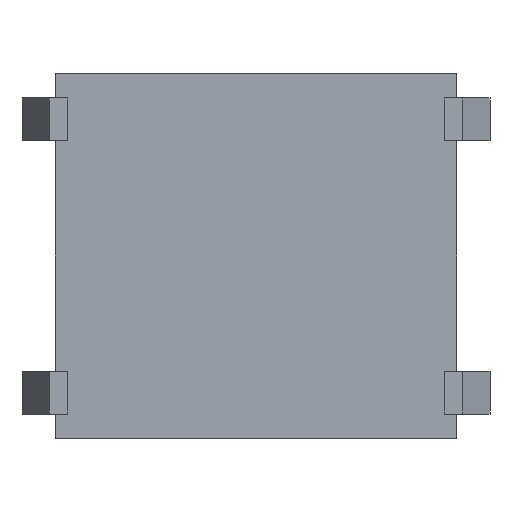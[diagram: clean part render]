
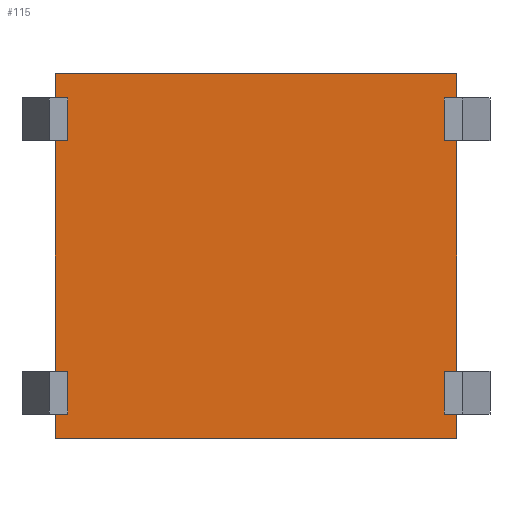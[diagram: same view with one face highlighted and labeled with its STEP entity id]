
A CAD part, front view. The second image highlights one B-rep face of the part: STEP entity #115.
In plain terms, the highlighted planar face has unit normal (0, -1, 0).
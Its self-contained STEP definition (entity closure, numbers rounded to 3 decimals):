
#115=ADVANCED_FACE('',(#251),#252,.F.);
#251=FACE_OUTER_BOUND('',#406,.T.);
#252=PLANE('',#407);
#406=EDGE_LOOP('',(#684,#685,#686,#687,#688,#689,#690,#691,#692,#693,#694,#695,#696,#697,#698,#699,#700,#701,#702,#703));
#407=AXIS2_PLACEMENT_3D('',#704,#705,#706);
#684=ORIENTED_EDGE('',*,*,#969,.T.);
#685=ORIENTED_EDGE('',*,*,#1002,.T.);
#686=ORIENTED_EDGE('',*,*,#1005,.T.);
#687=ORIENTED_EDGE('',*,*,#1047,.T.);
#688=ORIENTED_EDGE('',*,*,#1008,.T.);
#689=ORIENTED_EDGE('',*,*,#1041,.T.);
#690=ORIENTED_EDGE('',*,*,#1044,.T.);
#691=ORIENTED_EDGE('',*,*,#1048,.T.);
#692=ORIENTED_EDGE('',*,*,#1049,.F.);
#693=ORIENTED_EDGE('',*,*,#1050,.F.);
#694=ORIENTED_EDGE('',*,*,#1051,.T.);
#695=ORIENTED_EDGE('',*,*,#1052,.T.);
#696=ORIENTED_EDGE('',*,*,#1053,.T.);
#697=ORIENTED_EDGE('',*,*,#1054,.F.);
#698=ORIENTED_EDGE('',*,*,#1055,.T.);
#699=ORIENTED_EDGE('',*,*,#1056,.T.);
#700=ORIENTED_EDGE('',*,*,#1057,.T.);
#701=ORIENTED_EDGE('',*,*,#1058,.F.);
#702=ORIENTED_EDGE('',*,*,#1059,.F.);
#703=ORIENTED_EDGE('',*,*,#1060,.T.);
#704=CARTESIAN_POINT('',(0.0,3.5,0.0));
#705=DIRECTION('',(0.0,1.0,0.0));
#706=DIRECTION('',(0.0,0.0,1.0));
#969=EDGE_CURVE('',#1160,#1161,#1162,.T.);
#1002=EDGE_CURVE('',#1161,#1211,#1212,.T.);
#1005=EDGE_CURVE('',#1211,#1215,#1216,.T.);
#1008=EDGE_CURVE('',#1219,#1220,#1221,.T.);
#1041=EDGE_CURVE('',#1220,#1270,#1271,.T.);
#1044=EDGE_CURVE('',#1270,#1274,#1275,.T.);
#1047=EDGE_CURVE('',#1215,#1219,#1278,.T.);
#1048=EDGE_CURVE('',#1274,#1279,#1280,.T.);
#1049=EDGE_CURVE('',#1281,#1279,#1282,.T.);
#1050=EDGE_CURVE('',#1283,#1281,#1284,.T.);
#1051=EDGE_CURVE('',#1283,#1285,#1286,.T.);
#1052=EDGE_CURVE('',#1285,#1287,#1288,.T.);
#1053=EDGE_CURVE('',#1287,#1289,#1290,.T.);
#1054=EDGE_CURVE('',#1291,#1289,#1292,.T.);
#1055=EDGE_CURVE('',#1291,#1293,#1294,.T.);
#1056=EDGE_CURVE('',#1293,#1295,#1296,.T.);
#1057=EDGE_CURVE('',#1295,#1297,#1298,.T.);
#1058=EDGE_CURVE('',#1299,#1297,#1300,.T.);
#1059=EDGE_CURVE('',#1301,#1299,#1302,.T.);
#1060=EDGE_CURVE('',#1301,#1160,#1303,.T.);
#1160=VERTEX_POINT('',#1441);
#1161=VERTEX_POINT('',#1442);
#1162=LINE('',#1443,#1444);
#1211=VERTEX_POINT('',#1517);
#1212=LINE('',#1518,#1519);
#1215=VERTEX_POINT('',#1523);
#1216=LINE('',#1524,#1525);
#1219=VERTEX_POINT('',#1529);
#1220=VERTEX_POINT('',#1530);
#1221=LINE('',#1531,#1532);
#1270=VERTEX_POINT('',#1605);
#1271=LINE('',#1606,#1607);
#1274=VERTEX_POINT('',#1611);
#1275=LINE('',#1612,#1613);
#1278=LINE('',#1617,#1618);
#1279=VERTEX_POINT('',#1619);
#1280=LINE('',#1620,#1621);
#1281=VERTEX_POINT('',#1622);
#1282=LINE('',#1623,#1624);
#1283=VERTEX_POINT('',#1625);
#1284=LINE('',#1626,#1627);
#1285=VERTEX_POINT('',#1628);
#1286=LINE('',#1629,#1630);
#1287=VERTEX_POINT('',#1631);
#1288=LINE('',#1632,#1633);
#1289=VERTEX_POINT('',#1634);
#1290=LINE('',#1635,#1636);
#1291=VERTEX_POINT('',#1637);
#1292=LINE('',#1638,#1639);
#1293=VERTEX_POINT('',#1640);
#1294=LINE('',#1641,#1642);
#1295=VERTEX_POINT('',#1643);
#1296=LINE('',#1644,#1645);
#1297=VERTEX_POINT('',#1646);
#1298=LINE('',#1647,#1648);
#1299=VERTEX_POINT('',#1649);
#1300=LINE('',#1650,#1651);
#1301=VERTEX_POINT('',#1652);
#1302=LINE('',#1653,#1654);
#1303=LINE('',#1655,#1656);
#1441=CARTESIAN_POINT('',(-3.3,3.5,2.6));
#1442=CARTESIAN_POINT('',(-3.207,3.5,2.6));
#1443=CARTESIAN_POINT('',(-1.711,3.5,2.6));
#1444=VECTOR('',#1850,1.0);
#1517=CARTESIAN_POINT('',(-3.207,3.5,1.9));
#1518=CARTESIAN_POINT('',(-3.207,3.5,1.3));
#1519=VECTOR('',#1875,1.0);
#1523=CARTESIAN_POINT('',(-3.3,3.5,1.9));
#1524=CARTESIAN_POINT('',(-1.711,3.5,1.9));
#1525=VECTOR('',#1877,1.0);
#1529=CARTESIAN_POINT('',(-3.3,3.5,-1.9));
#1530=CARTESIAN_POINT('',(-3.207,3.5,-1.9));
#1531=CARTESIAN_POINT('',(-1.711,3.5,-1.9));
#1532=VECTOR('',#1879,1.0);
#1605=CARTESIAN_POINT('',(-3.207,3.5,-2.6));
#1606=CARTESIAN_POINT('',(-3.207,3.5,-0.95));
#1607=VECTOR('',#1904,1.0);
#1611=CARTESIAN_POINT('',(-3.3,3.5,-2.6));
#1612=CARTESIAN_POINT('',(-1.711,3.5,-2.6));
#1613=VECTOR('',#1906,1.0);
#1617=CARTESIAN_POINT('',(-3.3,3.5,0.0));
#1618=VECTOR('',#1908,1.0);
#1619=CARTESIAN_POINT('',(-3.3,3.5,-3.0));
#1620=CARTESIAN_POINT('',(-3.3,3.5,0.0));
#1621=VECTOR('',#1909,1.0);
#1622=CARTESIAN_POINT('',(3.3,3.5,-3.0));
#1623=CARTESIAN_POINT('',(0.0,3.5,-3.0));
#1624=VECTOR('',#1910,1.0);
#1625=CARTESIAN_POINT('',(3.3,3.5,-2.6));
#1626=CARTESIAN_POINT('',(3.3,3.5,0.0));
#1627=VECTOR('',#1911,1.0);
#1628=CARTESIAN_POINT('',(3.207,3.5,-2.6));
#1629=CARTESIAN_POINT('',(1.711,3.5,-2.6));
#1630=VECTOR('',#1912,1.0);
#1631=CARTESIAN_POINT('',(3.207,3.5,-1.9));
#1632=CARTESIAN_POINT('',(3.207,3.5,-1.3));
#1633=VECTOR('',#1913,1.0);
#1634=CARTESIAN_POINT('',(3.3,3.5,-1.9));
#1635=CARTESIAN_POINT('',(1.711,3.5,-1.9));
#1636=VECTOR('',#1914,1.0);
#1637=CARTESIAN_POINT('',(3.3,3.5,1.9));
#1638=CARTESIAN_POINT('',(3.3,3.5,0.0));
#1639=VECTOR('',#1915,1.0);
#1640=CARTESIAN_POINT('',(3.207,3.5,1.9));
#1641=CARTESIAN_POINT('',(1.711,3.5,1.9));
#1642=VECTOR('',#1916,1.0);
#1643=CARTESIAN_POINT('',(3.207,3.5,2.6));
#1644=CARTESIAN_POINT('',(3.207,3.5,0.95));
#1645=VECTOR('',#1917,1.0);
#1646=CARTESIAN_POINT('',(3.3,3.5,2.6));
#1647=CARTESIAN_POINT('',(1.711,3.5,2.6));
#1648=VECTOR('',#1918,1.0);
#1649=CARTESIAN_POINT('',(3.3,3.5,3.0));
#1650=CARTESIAN_POINT('',(3.3,3.5,0.0));
#1651=VECTOR('',#1919,1.0);
#1652=CARTESIAN_POINT('',(-3.3,3.5,3.0));
#1653=CARTESIAN_POINT('',(0.0,3.5,3.0));
#1654=VECTOR('',#1920,1.0);
#1655=CARTESIAN_POINT('',(-3.3,3.5,0.0));
#1656=VECTOR('',#1921,1.0);
#1850=DIRECTION('',(1.0,-0.0,0.));
#1875=DIRECTION('',(0.,0.0,-1.0));
#1877=DIRECTION('',(-1.0,0.0,0.));
#1879=DIRECTION('',(1.0,-0.0,0.));
#1904=DIRECTION('',(0.,0.0,-1.0));
#1906=DIRECTION('',(-1.0,0.0,0.));
#1908=DIRECTION('',(0.0,0.0,-1.0));
#1909=DIRECTION('',(0.0,0.0,-1.0));
#1910=DIRECTION('',(-1.0,0.0,0.0));
#1911=DIRECTION('',(0.0,0.0,-1.0));
#1912=DIRECTION('',(-1.0,0.0,0.0));
#1913=DIRECTION('',(0.0,-0.0,1.0));
#1914=DIRECTION('',(1.0,0.0,0.0));
#1915=DIRECTION('',(0.0,0.0,-1.0));
#1916=DIRECTION('',(-1.0,0.0,0.0));
#1917=DIRECTION('',(0.0,-0.0,1.0));
#1918=DIRECTION('',(1.0,0.0,0.0));
#1919=DIRECTION('',(0.0,0.0,-1.0));
#1920=DIRECTION('',(1.0,0.0,0.0));
#1921=DIRECTION('',(0.0,0.0,-1.0));
